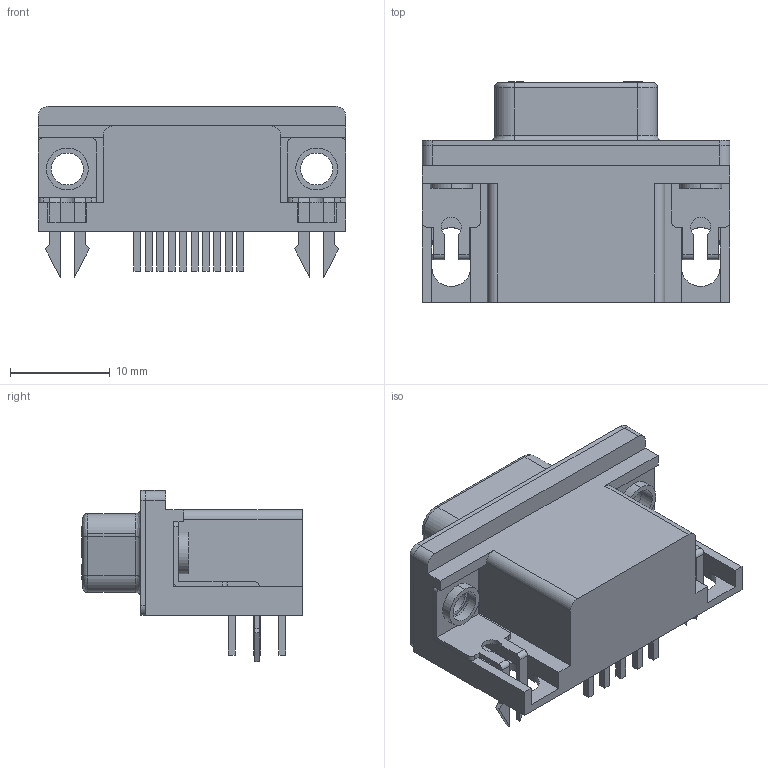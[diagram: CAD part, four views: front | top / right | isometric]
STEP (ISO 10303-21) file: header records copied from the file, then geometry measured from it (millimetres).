
FILE_DESCRIPTION (( 'STEP AP214' ), '1' );
FILE_NAME ('User Library-DHR-15F.STEP', '2021-05-18T11:49:58', ( '' ), ( '' ), 'SwSTEP 2.0', 'SolidWorks 2020', '' );
FILE_SCHEMA (( 'AUTOMOTIVE_DESIGN' ));
Length unit declared in the file: millimetre
Products named in the file (1): User Library-DHR-15F
Bounding box: 30.84 x 22.1 x 17.15 mm (x, y, z)
Volume: 4615.6 mm3; surface area: 4863.2 mm2
Topology: 34 solids, 34 shells, 601 faces, 1519 edges, 984 vertices
Faces by surface type: plane 283, cylinder 160, bspline 98, cone 60
Entity records: 18899 total; most frequent: CARTESIAN_POINT 4351, ORIENTED_EDGE 2978, DIRECTION 2698, EDGE_CURVE 1489, VERTEX_POINT 984, LINE 914, VECTOR 914, AXIS2_PLACEMENT_3D 892
